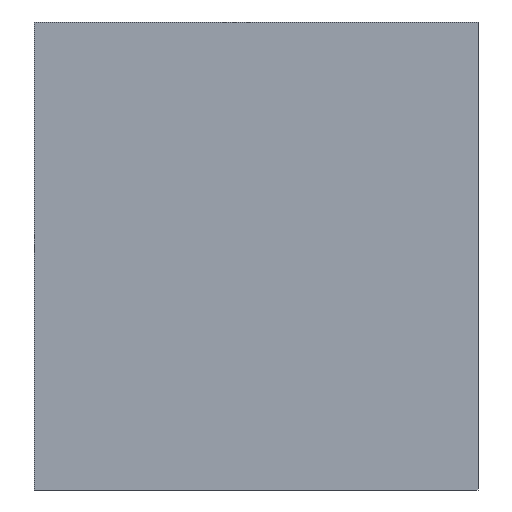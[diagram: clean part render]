
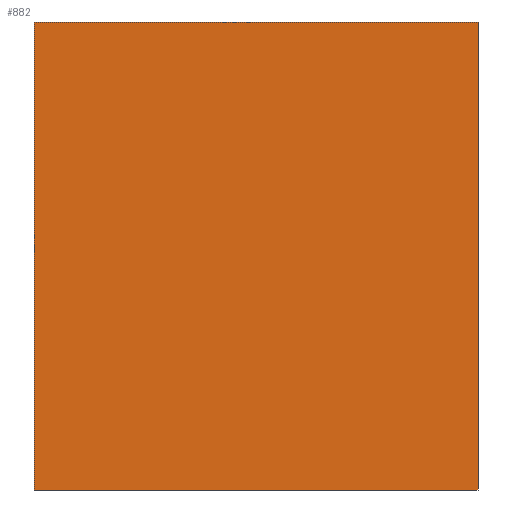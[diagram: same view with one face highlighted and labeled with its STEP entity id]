
A CAD part, front view. The second image highlights one B-rep face of the part: STEP entity #882.
In plain terms, the highlighted planar face has unit normal (0, -1, 0).
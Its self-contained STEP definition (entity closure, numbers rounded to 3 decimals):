
#24 = EDGE_CURVE ( 'NONE', #1459, #3056, #1978, .T. ) ;
#114 = ORIENTED_EDGE ( 'NONE', *, *, #2759, .F. ) ;
#323 = LINE ( 'NONE', #1101, #2288 ) ;
#337 = DIRECTION ( 'NONE',  ( 0., -1., 0. ) ) ;
#342 = CARTESIAN_POINT ( 'NONE',  ( 0., -0.1, 0. ) ) ;
#450 = VECTOR ( 'NONE', #2363, 1000. ) ;
#619 = PLANE ( 'NONE',  #1908 ) ;
#780 = VECTOR ( 'NONE', #2826, 1000. ) ;
#793 = ORIENTED_EDGE ( 'NONE', *, *, #1312, .F. ) ;
#882 = ADVANCED_FACE ( 'NONE', ( #1957 ), #619, .T. ) ;
#1101 = CARTESIAN_POINT ( 'NONE',  ( 0., -0.1, -39. ) ) ;
#1312 = EDGE_CURVE ( 'NONE', #3012, #1459, #323, .T. ) ;
#1418 = DIRECTION ( 'NONE',  ( 0., 0., 1. ) ) ;
#1422 = LINE ( 'NONE', #2542, #780 ) ;
#1446 = CARTESIAN_POINT ( 'NONE',  ( 0., -0.1, 0. ) ) ;
#1459 = VERTEX_POINT ( 'NONE', #2265 ) ;
#1821 = EDGE_CURVE ( 'NONE', #2305, #3012, #2414, .T. ) ;
#1858 = ORIENTED_EDGE ( 'NONE', *, *, #24, .F. ) ;
#1908 = AXIS2_PLACEMENT_3D ( 'NONE', #1446, #337, #3062 ) ;
#1939 = DIRECTION ( 'NONE',  ( -1., 0., 0. ) ) ;
#1957 = FACE_OUTER_BOUND ( 'NONE', #2550, .T. ) ;
#1978 = LINE ( 'NONE', #342, #3491 ) ;
#2265 = CARTESIAN_POINT ( 'NONE',  ( 0., -0.1, -39. ) ) ;
#2288 = VECTOR ( 'NONE', #1939, 1000. ) ;
#2302 = CARTESIAN_POINT ( 'NONE',  ( 37., -0.1, -39. ) ) ;
#2305 = VERTEX_POINT ( 'NONE', #2949 ) ;
#2363 = DIRECTION ( 'NONE',  ( 0., 0., -1. ) ) ;
#2414 = LINE ( 'NONE', #2567, #450 ) ;
#2542 = CARTESIAN_POINT ( 'NONE',  ( 0., -0.1, 0. ) ) ;
#2550 = EDGE_LOOP ( 'NONE', ( #1858, #793, #3194, #114 ) ) ;
#2567 = CARTESIAN_POINT ( 'NONE',  ( 37., -0.1, 0. ) ) ;
#2572 = CARTESIAN_POINT ( 'NONE',  ( 0., -0.1, 0. ) ) ;
#2759 = EDGE_CURVE ( 'NONE', #3056, #2305, #1422, .T. ) ;
#2826 = DIRECTION ( 'NONE',  ( 1., 0., 0. ) ) ;
#2949 = CARTESIAN_POINT ( 'NONE',  ( 37., -0.1, 0. ) ) ;
#3012 = VERTEX_POINT ( 'NONE', #2302 ) ;
#3056 = VERTEX_POINT ( 'NONE', #2572 ) ;
#3062 = DIRECTION ( 'NONE',  ( 0., 0., -1. ) ) ;
#3194 = ORIENTED_EDGE ( 'NONE', *, *, #1821, .F. ) ;
#3491 = VECTOR ( 'NONE', #1418, 1000. ) ;
